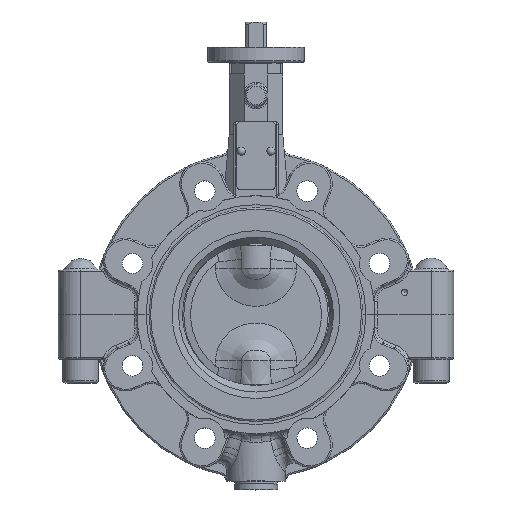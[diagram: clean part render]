
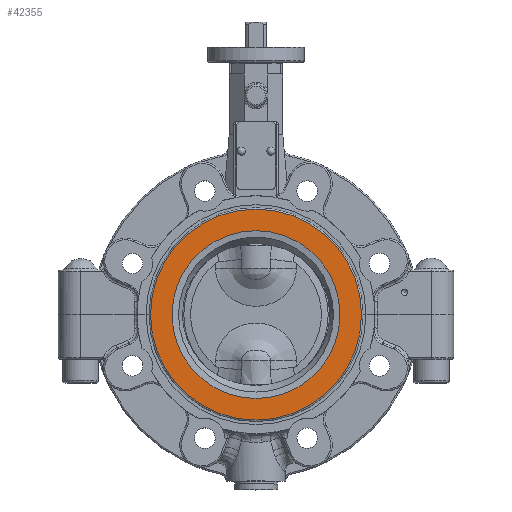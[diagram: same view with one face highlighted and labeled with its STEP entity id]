
A CAD part, top view. The second image highlights one B-rep face of the part: STEP entity #42355.
In plain terms, the highlighted face is planar.
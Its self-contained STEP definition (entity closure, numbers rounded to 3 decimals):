
#42313=CARTESIAN_POINT('',(-71.,-26.,0.0));
#42314=VERTEX_POINT('',#42313);
#42315=CARTESIAN_POINT('',(0.,-26.,0.0));
#42316=DIRECTION('',(0.0,1.0,0.0));
#42317=DIRECTION('',(1.0,0.0,0.0));
#42318=AXIS2_PLACEMENT_3D('',#42315,#42316,#42317);
#42319=CIRCLE('',#42318,71.);
#42320=EDGE_CURVE('',#42314,#42314,#42319,.T.);
#42336=CARTESIAN_POINT('',(-64.25,-26.,0.0));
#42337=DIRECTION('',(0.0,-1.0,0.0));
#42338=DIRECTION('',(0.0,0.0,-1.0));
#42339=AXIS2_PLACEMENT_3D('',#42336,#42337,#42338);
#42340=PLANE('',#42339);
#42341=ORIENTED_EDGE('',*,*,#42320,.F.);
#42342=EDGE_LOOP('',(#42341));
#42343=FACE_OUTER_BOUND('',#42342,.T.);
#42344=CARTESIAN_POINT('',(-56.5,-26.,0.0));
#42345=VERTEX_POINT('',#42344);
#42346=CARTESIAN_POINT('',(0.,-26.,0.0));
#42347=DIRECTION('',(0.0,1.0,0.0));
#42348=DIRECTION('',(-1.0,0.0,0.0));
#42349=AXIS2_PLACEMENT_3D('',#42346,#42347,#42348);
#42350=CIRCLE('',#42349,56.5);
#42351=EDGE_CURVE('',#42345,#42345,#42350,.T.);
#42352=ORIENTED_EDGE('',*,*,#42351,.T.);
#42353=EDGE_LOOP('',(#42352));
#42354=FACE_BOUND('',#42353,.T.);
#42355=ADVANCED_FACE('',(#42343,#42354),#42340,.T.);
